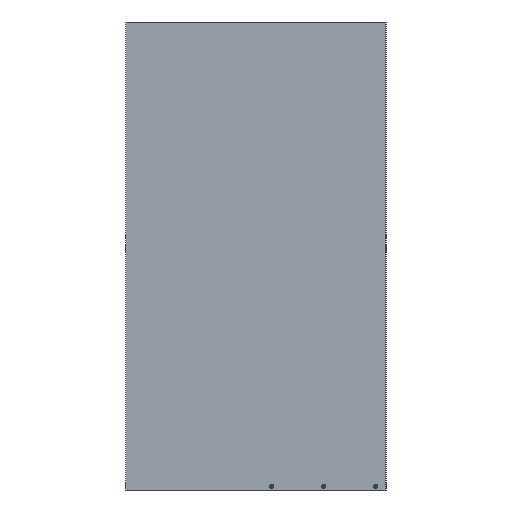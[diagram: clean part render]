
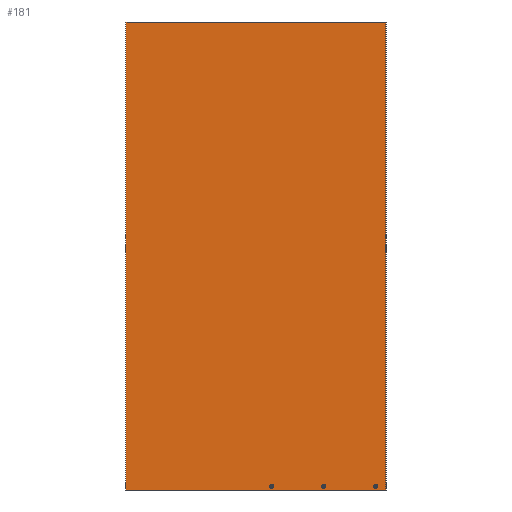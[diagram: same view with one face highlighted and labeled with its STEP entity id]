
A CAD part, left-side view. The second image highlights one B-rep face of the part: STEP entity #181.
In plain terms, the highlighted planar face has unit normal (-1, 0, 0).
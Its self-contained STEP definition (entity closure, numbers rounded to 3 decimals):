
#181=ADVANCED_FACE('',(#418,#419,#420,#421),#422,.T.);
#418=FACE_BOUND('',#739,.T.);
#419=FACE_BOUND('',#740,.T.);
#420=FACE_BOUND('',#741,.T.);
#421=FACE_OUTER_BOUND('',#742,.T.);
#422=PLANE('',#743);
#739=EDGE_LOOP('',(#1157));
#740=EDGE_LOOP('',(#1158));
#741=EDGE_LOOP('',(#1159));
#742=EDGE_LOOP('',(#1160,#1161,#1162,#1163));
#743=AXIS2_PLACEMENT_3D('',#1164,#1165,#1166);
#1157=ORIENTED_EDGE('',*,*,#1718,.T.);
#1158=ORIENTED_EDGE('',*,*,#1719,.T.);
#1159=ORIENTED_EDGE('',*,*,#1720,.T.);
#1160=ORIENTED_EDGE('',*,*,#1721,.F.);
#1161=ORIENTED_EDGE('',*,*,#1716,.F.);
#1162=ORIENTED_EDGE('',*,*,#1712,.F.);
#1163=ORIENTED_EDGE('',*,*,#1722,.F.);
#1164=CARTESIAN_POINT('',(-502.5,17.5,450.0));
#1165=DIRECTION('',(-1.0,0.0,0.0));
#1166=DIRECTION('',(0.0,0.0,-1.0));
#1712=EDGE_CURVE('',#2011,#2013,#2014,.T.);
#1716=EDGE_CURVE('',#2013,#2017,#2019,.T.);
#1718=EDGE_CURVE('',#2021,#2021,#2022,.T.);
#1719=EDGE_CURVE('',#2023,#2023,#2024,.T.);
#1720=EDGE_CURVE('',#2025,#2025,#2026,.T.);
#1721=EDGE_CURVE('',#2017,#2027,#2028,.T.);
#1722=EDGE_CURVE('',#2027,#2011,#2029,.T.);
#2011=VERTEX_POINT('',#2435);
#2013=VERTEX_POINT('',#2438);
#2014=LINE('',#2439,#2440);
#2017=VERTEX_POINT('',#2444);
#2019=LINE('',#2447,#2448);
#2021=VERTEX_POINT('',#2450);
#2022=CIRCLE('',#2451,2.5);
#2023=VERTEX_POINT('',#2452);
#2024=CIRCLE('',#2453,2.5);
#2025=VERTEX_POINT('',#2454);
#2026=CIRCLE('',#2455,2.5);
#2027=VERTEX_POINT('',#2456);
#2028=LINE('',#2457,#2458);
#2029=LINE('',#2459,#2460);
#2435=CARTESIAN_POINT('',(-502.5,267.5,0.0));
#2438=CARTESIAN_POINT('',(-502.5,267.5,900.0));
#2439=CARTESIAN_POINT('',(-502.5,267.5,450.0));
#2440=VECTOR('',#2853,1.0);
#2444=CARTESIAN_POINT('',(-502.5,-232.49,900.0));
#2447=CARTESIAN_POINT('',(-502.5,17.5,900.0));
#2448=VECTOR('',#2856,1.0);
#2450=CARTESIAN_POINT('',(-502.5,-215.0,7.5));
#2451=AXIS2_PLACEMENT_3D('',#2857,#2858,#2859);
#2452=CARTESIAN_POINT('',(-502.5,-115.0,7.5));
#2453=AXIS2_PLACEMENT_3D('',#2860,#2861,#2862);
#2454=CARTESIAN_POINT('',(-502.5,-15.0,7.5));
#2455=AXIS2_PLACEMENT_3D('',#2863,#2864,#2865);
#2456=CARTESIAN_POINT('',(-502.5,-232.49,0.0));
#2457=CARTESIAN_POINT('',(-502.5,-232.49,450.0));
#2458=VECTOR('',#2866,1.0);
#2459=CARTESIAN_POINT('',(-502.5,17.5,0.0));
#2460=VECTOR('',#2867,1.0);
#2853=DIRECTION('',(0.0,0.0,1.0));
#2856=DIRECTION('',(0.0,-1.0,0.0));
#2857=CARTESIAN_POINT('',(-502.5,-212.5,7.5));
#2858=DIRECTION('',(1.0,0.,0.));
#2859=DIRECTION('',(0.,-1.0,0.));
#2860=CARTESIAN_POINT('',(-502.5,-112.5,7.5));
#2861=DIRECTION('',(1.0,0.,0.));
#2862=DIRECTION('',(0.,-1.0,0.));
#2863=CARTESIAN_POINT('',(-502.5,-12.5,7.5));
#2864=DIRECTION('',(1.0,0.,0.));
#2865=DIRECTION('',(0.,-1.0,0.));
#2866=DIRECTION('',(0.0,0.0,-1.0));
#2867=DIRECTION('',(0.0,1.0,0.0));
